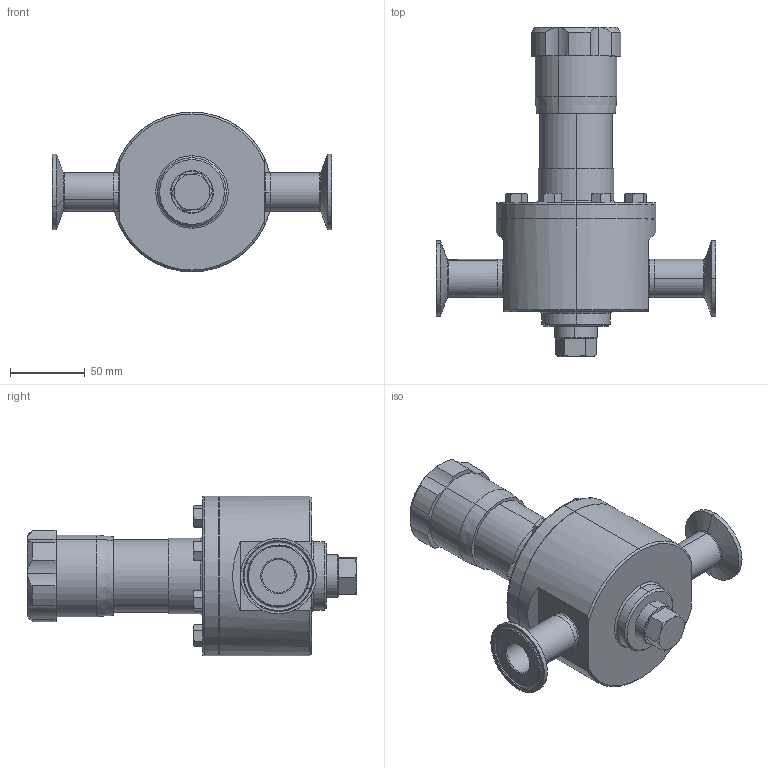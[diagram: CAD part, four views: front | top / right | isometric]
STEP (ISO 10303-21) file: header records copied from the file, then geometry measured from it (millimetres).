
FILE_DESCRIPTION (( 'STEP AP203' ), '1' );
FILE_NAME ('JSRHF-100-6C_3.5Cv.STEP', '2017-06-22T19:25:10', ( '' ), ( '' ), 'SwSTEP 2.0', 'SolidWorks 2014', '' );
FILE_SCHEMA (( 'CONFIG_CONTROL_DESIGN' ));
Length unit declared in the file: inch
Products named in the file (2): JSRHF-100-6C_3.5Cv
Bounding box: 186.44 x 219.46 x 106.68 mm (x, y, z)
Volume: 948185 mm3; surface area: 88395.8 mm2
Topology: 1 solids, 1 shells, 249 faces, 546 edges, 321 vertices
Faces by surface type: plane 88, cone 81, cylinder 50, torus 30
Entity records: 7424 total; most frequent: CARTESIAN_POINT 1896, DIRECTION 1157, ORIENTED_EDGE 1092, EDGE_CURVE 546, AXIS2_PLACEMENT_3D 486, VERTEX_POINT 321, EDGE_LOOP 271, FACE_OUTER_BOUND 249
